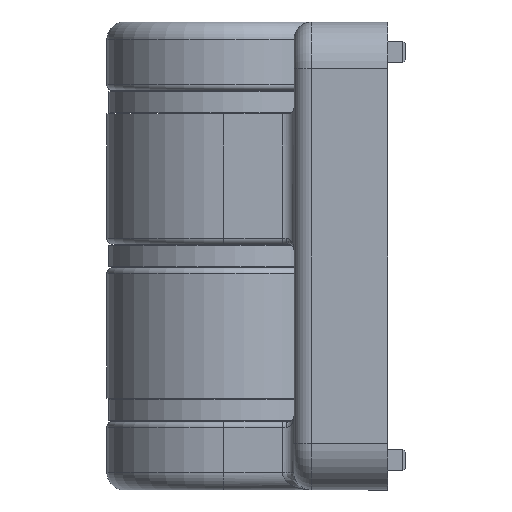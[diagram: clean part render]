
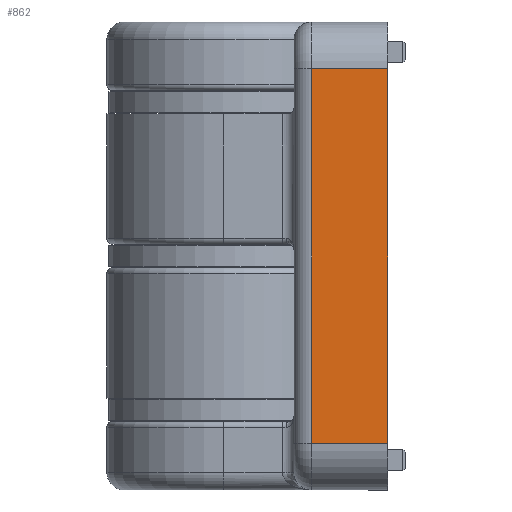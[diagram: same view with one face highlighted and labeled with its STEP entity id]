
A CAD part, left-side view. The second image highlights one B-rep face of the part: STEP entity #862.
In plain terms, the highlighted planar face has unit normal (-1, 0, 0).
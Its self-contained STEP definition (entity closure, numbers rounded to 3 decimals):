
#116 = VERTEX_POINT ( 'NONE', #5676 ) ;
#862 = ADVANCED_FACE ( 'NONE', ( #10462 ), #7002, .T. ) ;
#2630 = EDGE_CURVE ( 'NONE', #2649, #6091, #9625, .T. ) ;
#2649 = VERTEX_POINT ( 'NONE', #9408 ) ;
#3266 = LINE ( 'NONE', #12970, #8265 ) ;
#4043 = DIRECTION ( 'NONE',  ( -1., 0., 0. ) ) ;
#4271 = DIRECTION ( 'NONE',  ( 0., 0., 1. ) ) ;
#4363 = CARTESIAN_POINT ( 'NONE',  ( -37., -14., -20. ) ) ;
#4607 = EDGE_CURVE ( 'NONE', #6977, #116, #3266, .T. ) ;
#4795 = DIRECTION ( 'NONE',  ( 0., 1., 0. ) ) ;
#4811 = EDGE_LOOP ( 'NONE', ( #12912, #8962, #11148, #6052 ) ) ;
#5478 = VECTOR ( 'NONE', #4795, 1000. ) ;
#5676 = CARTESIAN_POINT ( 'NONE',  ( -37., -7.5, -16. ) ) ;
#5744 = CARTESIAN_POINT ( 'NONE',  ( -37., -14., -16. ) ) ;
#5806 = LINE ( 'NONE', #9814, #5478 ) ;
#6052 = ORIENTED_EDGE ( 'NONE', *, *, #2630, .T. ) ;
#6091 = VERTEX_POINT ( 'NONE', #7286 ) ;
#6976 = DIRECTION ( 'NONE',  ( 0., 0., -1. ) ) ;
#6977 = VERTEX_POINT ( 'NONE', #11444 ) ;
#7002 = PLANE ( 'NONE',  #9770 ) ;
#7094 = LINE ( 'NONE', #5744, #12125 ) ;
#7286 = CARTESIAN_POINT ( 'NONE',  ( -37., -14., 16. ) ) ;
#8265 = VECTOR ( 'NONE', #6976, 1000. ) ;
#8735 = DIRECTION ( 'NONE',  ( 0., -1., 0. ) ) ;
#8962 = ORIENTED_EDGE ( 'NONE', *, *, #4607, .T. ) ;
#9043 = CARTESIAN_POINT ( 'NONE',  ( -37., -6., -20. ) ) ;
#9408 = CARTESIAN_POINT ( 'NONE',  ( -37., -14., -16. ) ) ;
#9625 = LINE ( 'NONE', #4363, #9951 ) ;
#9770 = AXIS2_PLACEMENT_3D ( 'NONE', #9043, #4043, #11037 ) ;
#9814 = CARTESIAN_POINT ( 'NONE',  ( -37., -6., 16. ) ) ;
#9951 = VECTOR ( 'NONE', #4271, 1000. ) ;
#10462 = FACE_OUTER_BOUND ( 'NONE', #4811, .T. ) ;
#10844 = EDGE_CURVE ( 'NONE', #116, #2649, #7094, .T. ) ;
#11037 = DIRECTION ( 'NONE',  ( 0., 0., 1. ) ) ;
#11148 = ORIENTED_EDGE ( 'NONE', *, *, #10844, .T. ) ;
#11425 = EDGE_CURVE ( 'NONE', #6091, #6977, #5806, .T. ) ;
#11444 = CARTESIAN_POINT ( 'NONE',  ( -37., -7.5, 16. ) ) ;
#12125 = VECTOR ( 'NONE', #8735, 1000. ) ;
#12912 = ORIENTED_EDGE ( 'NONE', *, *, #11425, .T. ) ;
#12970 = CARTESIAN_POINT ( 'NONE',  ( -37., -7.5, -20. ) ) ;
